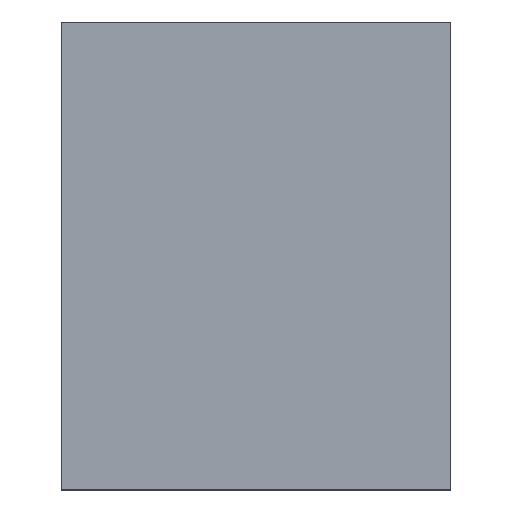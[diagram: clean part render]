
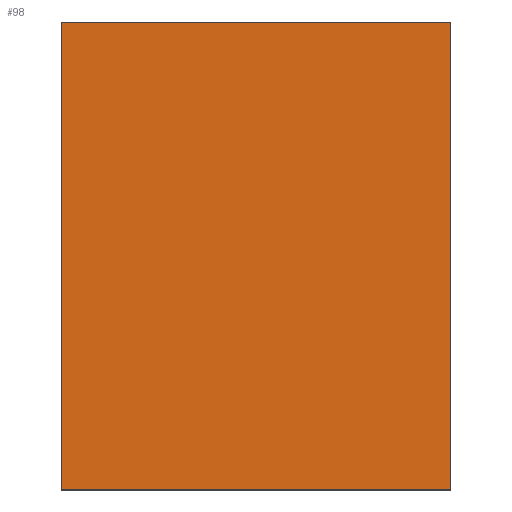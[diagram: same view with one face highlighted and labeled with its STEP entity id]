
A CAD part, top view. The second image highlights one B-rep face of the part: STEP entity #98.
In plain terms, the highlighted planar face has unit normal (0, 0, 1).
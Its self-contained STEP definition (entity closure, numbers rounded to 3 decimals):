
#23 = EDGE_CURVE ( 'NONE', #224, #54, #109, .T. ) ;
#24 = DIRECTION ( 'NONE',  ( 1., 0., 0. ) ) ;
#35 = LINE ( 'NONE', #172, #182 ) ;
#39 = VECTOR ( 'NONE', #169, 1000. ) ;
#42 = DIRECTION ( 'NONE',  ( 0., 0., -1. ) ) ;
#54 = VERTEX_POINT ( 'NONE', #85 ) ;
#62 = CARTESIAN_POINT ( 'NONE',  ( 2.5, 6., 1.5 ) ) ;
#65 = CARTESIAN_POINT ( 'NONE',  ( -2.5, 0., 1.5 ) ) ;
#73 = EDGE_LOOP ( 'NONE', ( #116, #74, #165, #96 ) ) ;
#74 = ORIENTED_EDGE ( 'NONE', *, *, #142, .F. ) ;
#81 = LINE ( 'NONE', #227, #39 ) ;
#83 = CARTESIAN_POINT ( 'NONE',  ( -2.5, 6., 1.5 ) ) ;
#85 = CARTESIAN_POINT ( 'NONE',  ( -2.5, 0., 1.5 ) ) ;
#96 = ORIENTED_EDGE ( 'NONE', *, *, #23, .T. ) ;
#98 = ADVANCED_FACE ( 'NONE', ( #232 ), #147, .F. ) ;
#99 = VECTOR ( 'NONE', #132, 1000. ) ;
#102 = VERTEX_POINT ( 'NONE', #164 ) ;
#108 = VECTOR ( 'NONE', #110, 1000. ) ;
#109 = LINE ( 'NONE', #237, #99 ) ;
#110 = DIRECTION ( 'NONE',  ( 1., 0., 0. ) ) ;
#116 = ORIENTED_EDGE ( 'NONE', *, *, #209, .T. ) ;
#118 = VERTEX_POINT ( 'NONE', #62 ) ;
#132 = DIRECTION ( 'NONE',  ( 0., -1., 0. ) ) ;
#134 = DIRECTION ( 'NONE',  ( -1., 0., 0. ) ) ;
#142 = EDGE_CURVE ( 'NONE', #118, #102, #81, .T. ) ;
#147 = PLANE ( 'NONE',  #223 ) ;
#164 = CARTESIAN_POINT ( 'NONE',  ( 2.5, 0., 1.5 ) ) ;
#165 = ORIENTED_EDGE ( 'NONE', *, *, #228, .F. ) ;
#169 = DIRECTION ( 'NONE',  ( 0., -1., 0. ) ) ;
#172 = CARTESIAN_POINT ( 'NONE',  ( -2.5, 6., 1.5 ) ) ;
#182 = VECTOR ( 'NONE', #24, 1000. ) ;
#184 = LINE ( 'NONE', #65, #108 ) ;
#198 = CARTESIAN_POINT ( 'NONE',  ( -2.5, 6., 1.5 ) ) ;
#209 = EDGE_CURVE ( 'NONE', #54, #102, #184, .T. ) ;
#223 = AXIS2_PLACEMENT_3D ( 'NONE', #83, #42, #134 ) ;
#224 = VERTEX_POINT ( 'NONE', #198 ) ;
#227 = CARTESIAN_POINT ( 'NONE',  ( 2.5, 6., 1.5 ) ) ;
#228 = EDGE_CURVE ( 'NONE', #224, #118, #35, .T. ) ;
#232 = FACE_OUTER_BOUND ( 'NONE', #73, .T. ) ;
#237 = CARTESIAN_POINT ( 'NONE',  ( -2.5, 6., 1.5 ) ) ;
